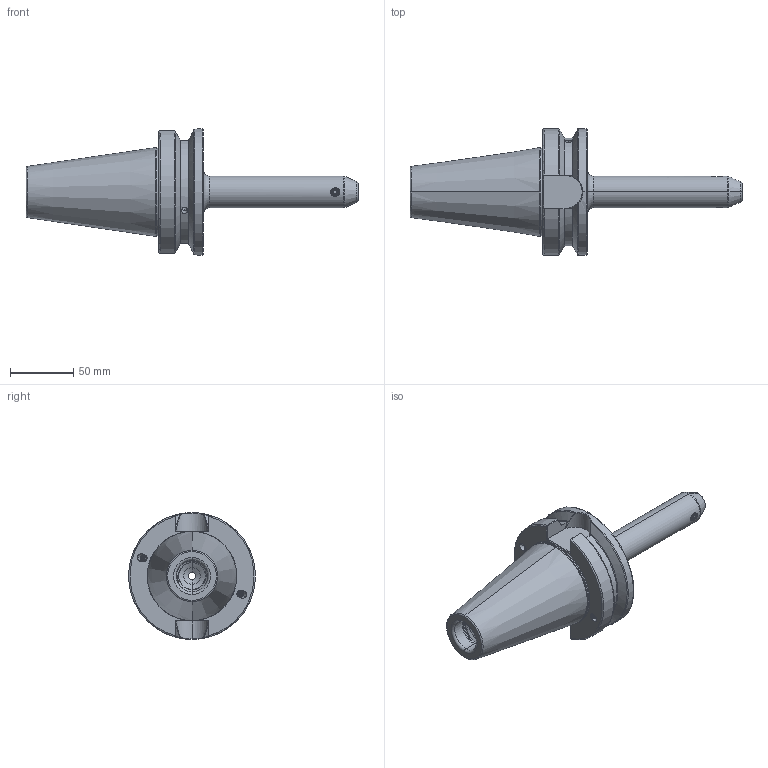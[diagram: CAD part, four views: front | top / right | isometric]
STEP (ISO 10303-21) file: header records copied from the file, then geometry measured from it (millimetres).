
FILE_DESCRIPTION (( 'STEP AP203' ), '1' );
FILE_NAME ('506.04.06.2.STEP', '2016-08-08T00:36:17', ( '' ), ( '' ), 'SwSTEP 2.0', 'SolidWorks 2012', '' );
FILE_SCHEMA (( 'CONFIG_CONTROL_DESIGN' ));
Length unit declared in the file: millimetre
Products named in the file (3): 506.04.06.2; 側固6_M6x1_10L
Assembly tree (2 placements, depth 2):
  506.04.06.2
    506.04.06.2
    側固6_M6x1_10L
Bounding box: 261.8 x 100 x 100 mm (x, y, z)
Volume: 485926.4 mm3; surface area: 71052.5 mm2
Topology: 2 solids, 2 shells, 283 faces, 748 edges, 471 vertices
Faces by surface type: cylinder 127, bspline 45, plane 43, cone 36, torus 30, sphere 2
Entity records: 24437 total; most frequent: CARTESIAN_POINT 18180, ORIENTED_EDGE 1484, DIRECTION 972, EDGE_CURVE 742, VERTEX_POINT 471, AXIS2_PLACEMENT_3D 384, EDGE_LOOP 303, FACE_OUTER_BOUND 283
